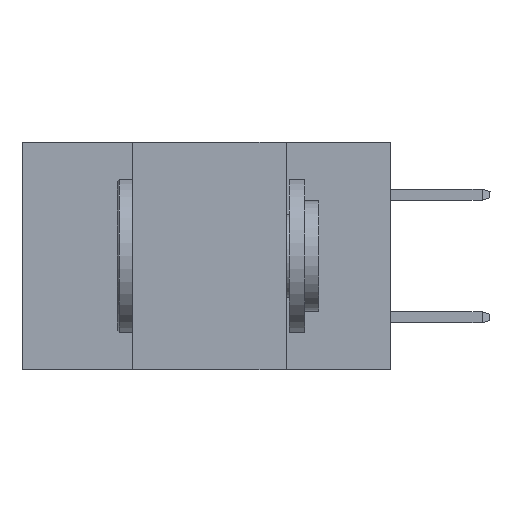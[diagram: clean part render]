
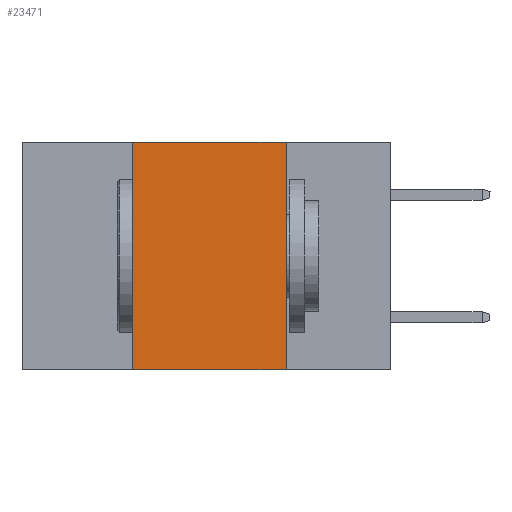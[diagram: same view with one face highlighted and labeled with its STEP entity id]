
A CAD part, left-side view. The second image highlights one B-rep face of the part: STEP entity #23471.
In plain terms, the highlighted planar face has unit normal (-1, 0, 0).
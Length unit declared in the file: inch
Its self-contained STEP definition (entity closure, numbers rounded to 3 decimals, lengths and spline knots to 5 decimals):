
#467 = VECTOR ( 'NONE', #23800, 39.37008 ) ;
#909 = CARTESIAN_POINT ( 'NONE',  ( 0., 0.42, -0.37 ) ) ;
#1612 = EDGE_CURVE ( 'NONE', #10366, #8578, #16001, .T. ) ;
#1640 = LINE ( 'NONE', #11543, #15995 ) ;
#2871 = CARTESIAN_POINT ( 'NONE',  ( 0., 0.6, 0. ) ) ;
#3297 = AXIS2_PLACEMENT_3D ( 'NONE', #2871, #10194, #19653 ) ;
#5362 = VERTEX_POINT ( 'NONE', #909 ) ;
#6827 = LINE ( 'NONE', #17864, #17287 ) ;
#7391 = EDGE_CURVE ( 'NONE', #5362, #9981, #23192, .T. ) ;
#7496 = DIRECTION ( 'NONE',  ( 0., -1., 0. ) ) ;
#8578 = VERTEX_POINT ( 'NONE', #20713 ) ;
#9767 = ORIENTED_EDGE ( 'NONE', *, *, #7391, .T. ) ;
#9981 = VERTEX_POINT ( 'NONE', #22844 ) ;
#10194 = DIRECTION ( 'NONE',  ( 1., 0., 0. ) ) ;
#10366 = VERTEX_POINT ( 'NONE', #23179 ) ;
#11191 = ORIENTED_EDGE ( 'NONE', *, *, #1612, .F. ) ;
#11543 = CARTESIAN_POINT ( 'NONE',  ( 0., 0.17, 0. ) ) ;
#13039 = VECTOR ( 'NONE', #7496, 39.37008 ) ;
#13364 = EDGE_CURVE ( 'NONE', #8578, #9981, #1640, .T. ) ;
#13373 = ORIENTED_EDGE ( 'NONE', *, *, #13364, .F. ) ;
#13705 = DIRECTION ( 'NONE',  ( 0., 0., -1. ) ) ;
#13931 = DIRECTION ( 'NONE',  ( 0., 0., 1. ) ) ;
#15995 = VECTOR ( 'NONE', #13705, 39.37008 ) ;
#16001 = LINE ( 'NONE', #24308, #13039 ) ;
#16785 = ORIENTED_EDGE ( 'NONE', *, *, #22899, .F. ) ;
#17287 = VECTOR ( 'NONE', #13931, 39.37008 ) ;
#17864 = CARTESIAN_POINT ( 'NONE',  ( 0., 0.42, 0. ) ) ;
#18042 = PLANE ( 'NONE',  #3297 ) ;
#19653 = DIRECTION ( 'NONE',  ( 0., 0., -1. ) ) ;
#20689 = EDGE_LOOP ( 'NONE', ( #13373, #11191, #16785, #9767 ) ) ;
#20713 = CARTESIAN_POINT ( 'NONE',  ( 0., 0.17, 0. ) ) ;
#22354 = FACE_OUTER_BOUND ( 'NONE', #20689, .T. ) ;
#22844 = CARTESIAN_POINT ( 'NONE',  ( 0., 0.17, -0.37 ) ) ;
#22899 = EDGE_CURVE ( 'NONE', #5362, #10366, #6827, .T. ) ;
#23179 = CARTESIAN_POINT ( 'NONE',  ( 0., 0.42, 0. ) ) ;
#23192 = LINE ( 'NONE', #23889, #467 ) ;
#23471 = ADVANCED_FACE ( 'NONE', ( #22354 ), #18042, .F. ) ;
#23800 = DIRECTION ( 'NONE',  ( 0., -1., 0. ) ) ;
#23889 = CARTESIAN_POINT ( 'NONE',  ( 0., 0.6, -0.37 ) ) ;
#24308 = CARTESIAN_POINT ( 'NONE',  ( 0., 0.6, 0. ) ) ;
